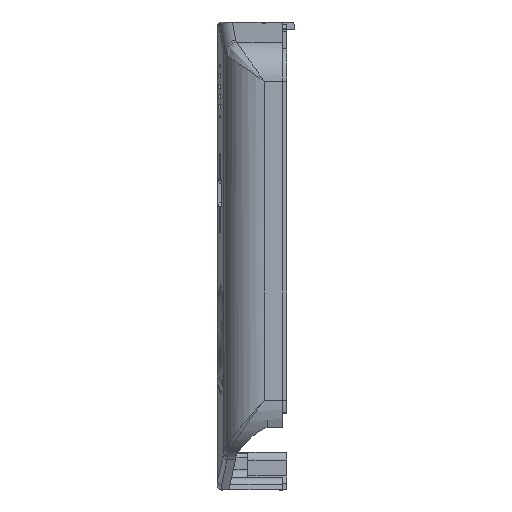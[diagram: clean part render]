
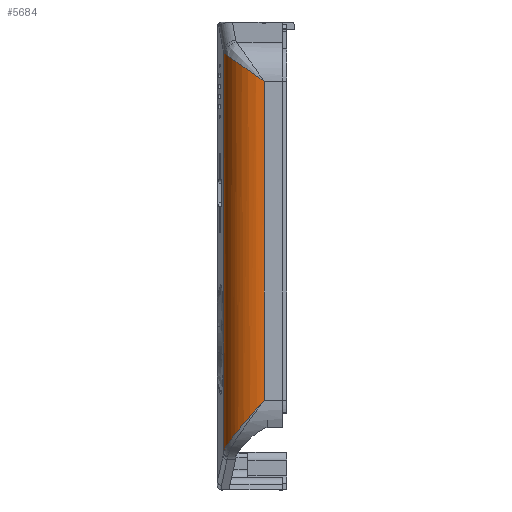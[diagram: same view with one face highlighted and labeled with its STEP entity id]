
A CAD part, left-side view. The second image highlights one B-rep face of the part: STEP entity #5684.
In plain terms, the highlighted cylindrical face has radius 10 mm (diameter 20 mm), a partial arc.
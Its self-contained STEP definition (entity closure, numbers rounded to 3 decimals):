
#579 = CARTESIAN_POINT ( 'NONE',  ( 9.501, 17.475, -115.001 ) ) ;
#739 = CARTESIAN_POINT ( 'NONE',  ( 9.216, 17.461, -80.757 ) ) ;
#816 = CARTESIAN_POINT ( 'NONE',  ( 9.501, 17.475, -73.887 ) ) ;
#863 =( BOUNDED_CURVE ( )  B_SPLINE_CURVE ( 3, ( #9696, #19144, #28584, #2768 ),
 .UNSPECIFIED., .F., .T. ) 
 B_SPLINE_CURVE_WITH_KNOTS ( ( 4, 4 ),
 ( 4.712, 6.01 ),
 .UNSPECIFIED. ) 
 CURVE ( )  GEOMETRIC_REPRESENTATION_ITEM ( )  RATIONAL_B_SPLINE_CURVE ( ( 1., 0.865, 0.865, 1. ) ) 
 REPRESENTATION_ITEM ( '' )  );
#1962 = CARTESIAN_POINT ( 'NONE',  ( 4.668, 15.975, -102.992 ) ) ;
#2091 = CARTESIAN_POINT ( 'NONE',  ( 8.021, 17.318, -7.703 ) ) ;
#2122 = CARTESIAN_POINT ( 'NONE',  ( 0.769, 11.344, -97.326 ) ) ;
#2268 = LINE ( 'NONE', #579, #17624 ) ;
#2577 = DIRECTION ( 'NONE',  ( 0., 0., 1. ) ) ;
#2768 = CARTESIAN_POINT ( 'NONE',  ( 7.304, 17.117, -7.844 ) ) ;
#2812 = DIRECTION ( 'NONE',  ( 1., 0., 0. ) ) ;
#3644 = CARTESIAN_POINT ( 'NONE',  ( 0., 7.488, -92.967 ) ) ;
#4135 = CARTESIAN_POINT ( 'NONE',  ( 2.484, 14.09, -100.564 ) ) ;
#4911 = CARTESIAN_POINT ( 'NONE',  ( 0., 7.626, -93.123 ) ) ;
#5038 = EDGE_LOOP ( 'NONE', ( #29549, #25296, #25793, #24986, #16832, #25874, #28706 ) ) ;
#5367 = CARTESIAN_POINT ( 'NONE',  ( 0.024, 8.188, -93.754 ) ) ;
#5684 = ADVANCED_FACE ( 'NONE', ( #12390 ), #21978, .T. ) ;
#6454 = CARTESIAN_POINT ( 'NONE',  ( 5.891, 16.611, -103.944 ) ) ;
#6875 = LINE ( 'NONE', #28209, #18116 ) ;
#7066 = CARTESIAN_POINT ( 'NONE',  ( 9.501, 17.475, -105.863 ) ) ;
#7145 = EDGE_CURVE ( 'NONE', #14316, #23367, #863, .T. ) ;
#7383 = CARTESIAN_POINT ( 'NONE',  ( 9.07, 17.444, -77.314 ) ) ;
#8163 = CARTESIAN_POINT ( 'NONE',  ( 9.501, 17.475, -7.413 ) ) ;
#9056 = CARTESIAN_POINT ( 'NONE',  ( 1.138, 12.13, -98.234 ) ) ;
#9174 = CARTESIAN_POINT ( 'NONE',  ( 8.757, 17.438, -7.559 ) ) ;
#9211 = B_SPLINE_CURVE_WITH_KNOTS ( 'NONE', 3,
 ( #28560, #17117, #17275, #19122, #7383, #29019, #739, #10139 ),
 .UNSPECIFIED., .F., .F.,
 ( 4, 2, 2, 4 ),
 ( 0., 0.002, 0.004, 0.008 ),
 .UNSPECIFIED. ) ;
#9696 = CARTESIAN_POINT ( 'NONE',  ( 0., 7.488, -14.585 ) ) ;
#10139 = CARTESIAN_POINT ( 'NONE',  ( 9.501, 17.475, -82.113 ) ) ;
#10386 = LINE ( 'NONE', #22007, #19766 ) ;
#10835 = DIRECTION ( 'NONE',  ( 0., 0., 1. ) ) ;
#10859 = EDGE_CURVE ( 'NONE', #14316, #23991, #6875, .T. ) ;
#11224 = CARTESIAN_POINT ( 'NONE',  ( 1.567, 12.894, -99.126 ) ) ;
#11235 = VERTEX_POINT ( 'NONE', #13213 ) ;
#11285 = EDGE_CURVE ( 'NONE', #23367, #16164, #18999, .T. ) ;
#11382 = CARTESIAN_POINT ( 'NONE',  ( 3.373, 14.983, -101.68 ) ) ;
#11545 = CARTESIAN_POINT ( 'NONE',  ( 0.661, 11.075, -97.019 ) ) ;
#12151 = CARTESIAN_POINT ( 'NONE',  ( 0.003, 7.768, -93.282 ) ) ;
#12390 = FACE_OUTER_BOUND ( 'NONE', #5038, .T. ) ;
#13213 = CARTESIAN_POINT ( 'NONE',  ( 9.501, 17.475, -82.113 ) ) ;
#14299 = EDGE_CURVE ( 'NONE', #26942, #16164, #2268, .T. ) ;
#14300 = VERTEX_POINT ( 'NONE', #21127 ) ;
#14316 = VERTEX_POINT ( 'NONE', #24072 ) ;
#14633 = CARTESIAN_POINT ( 'NONE',  ( 0.059, 8.608, -94.225 ) ) ;
#15537 = CARTESIAN_POINT ( 'NONE',  ( 7.304, 17.117, -7.844 ) ) ;
#15884 = CARTESIAN_POINT ( 'NONE',  ( 5.574, 16.461, -103.711 ) ) ;
#16164 = VERTEX_POINT ( 'NONE', #8163 ) ;
#16313 = DIRECTION ( 'NONE',  ( 0., 0., -1. ) ) ;
#16355 = CARTESIAN_POINT ( 'NONE',  ( 6.556, 16.883, -104.393 ) ) ;
#16832 = ORIENTED_EDGE ( 'NONE', *, *, #22271, .T. ) ;
#17117 = CARTESIAN_POINT ( 'NONE',  ( 9.358, 17.468, -74.565 ) ) ;
#17275 = CARTESIAN_POINT ( 'NONE',  ( 9.25, 17.46, -75.248 ) ) ;
#17624 = VECTOR ( 'NONE', #2577, 1000. ) ;
#18084 = EDGE_CURVE ( 'NONE', #14300, #11235, #10386, .T. ) ;
#18116 = VECTOR ( 'NONE', #16313, 1000. ) ;
#18999 =( BOUNDED_CURVE ( )  B_SPLINE_CURVE ( 3, ( #15537, #2091, #9174, #20793 ),
 .UNSPECIFIED., .F., .T. ) 
 B_SPLINE_CURVE_WITH_KNOTS ( ( 4, 4 ),
 ( 4.439, 4.662 ),
 .UNSPECIFIED. ) 
 CURVE ( )  GEOMETRIC_REPRESENTATION_ITEM ( )  RATIONAL_B_SPLINE_CURVE ( ( 1., 0.996, 0.996, 1. ) ) 
 REPRESENTATION_ITEM ( '' )  );
#19111 = CARTESIAN_POINT ( 'NONE',  ( 0.015, 8.048, -93.597 ) ) ;
#19122 = CARTESIAN_POINT ( 'NONE',  ( 9.106, 17.448, -76.621 ) ) ;
#19144 = CARTESIAN_POINT ( 'NONE',  ( 0., 12.148, -11.323 ) ) ;
#19766 = VECTOR ( 'NONE', #10835, 1000. ) ;
#20793 = CARTESIAN_POINT ( 'NONE',  ( 9.501, 17.475, -7.413 ) ) ;
#20976 = CARTESIAN_POINT ( 'NONE',  ( 0.376, 10.264, -96.094 ) ) ;
#21127 = CARTESIAN_POINT ( 'NONE',  ( 9.501, 17.475, -105.863 ) ) ;
#21438 = CARTESIAN_POINT ( 'NONE',  ( 0., 7.488, -92.967 ) ) ;
#21978 = CYLINDRICAL_SURFACE ( 'NONE', #30507, 10. ) ;
#22007 = CARTESIAN_POINT ( 'NONE',  ( 9.501, 17.475, -115.001 ) ) ;
#22271 = EDGE_CURVE ( 'NONE', #14300, #23991, #24529, .T. ) ;
#23151 = CARTESIAN_POINT ( 'NONE',  ( 3.135, 14.766, -101.403 ) ) ;
#23316 = CARTESIAN_POINT ( 'NONE',  ( 1.007, 11.871, -97.934 ) ) ;
#23367 = VERTEX_POINT ( 'NONE', #25867 ) ;
#23464 = CARTESIAN_POINT ( 'NONE',  ( 1.902, 13.386, -99.708 ) ) ;
#23991 = VERTEX_POINT ( 'NONE', #3644 ) ;
#24072 = CARTESIAN_POINT ( 'NONE',  ( 0., 7.488, -14.585 ) ) ;
#24529 = B_SPLINE_CURVE_WITH_KNOTS ( 'NONE', 3,
 ( #7066, #28248, #25466, #29938, #16355, #6454, #15884, #1962, #30253, #11382, #23151, #25321, #4135, #23464, #11224, #9056, #23316, #2122, #11545, #20976, #30408, #28092, #14633, #5367, #19111, #12151, #4911, #21438 ),
 .UNSPECIFIED., .F., .F.,
 ( 4, 2, 2, 2, 2, 2, 2, 2, 2, 2, 2, 2, 2, 4 ),
 ( 0., 0.003, 0.004, 0.005, 0.008, 0.009, 0.01, 0.013, 0.014, 0.015, 0.018, 0.019, 0.019, 0.02 ),
 .UNSPECIFIED. ) ;
#24986 = ORIENTED_EDGE ( 'NONE', *, *, #18084, .F. ) ;
#25296 = ORIENTED_EDGE ( 'NONE', *, *, #14299, .F. ) ;
#25321 = CARTESIAN_POINT ( 'NONE',  ( 2.691, 14.32, -100.846 ) ) ;
#25423 = EDGE_CURVE ( 'NONE', #26942, #11235, #9211, .T. ) ;
#25466 = CARTESIAN_POINT ( 'NONE',  ( 7.96, 17.305, -105.208 ) ) ;
#25793 = ORIENTED_EDGE ( 'NONE', *, *, #25423, .T. ) ;
#25867 = CARTESIAN_POINT ( 'NONE',  ( 7.304, 17.117, -7.844 ) ) ;
#25874 = ORIENTED_EDGE ( 'NONE', *, *, #10859, .F. ) ;
#26317 = DIRECTION ( 'NONE',  ( 0., 0., 1. ) ) ;
#26942 = VERTEX_POINT ( 'NONE', #816 ) ;
#28092 = CARTESIAN_POINT ( 'NONE',  ( 0.094, 8.886, -94.538 ) ) ;
#28209 = CARTESIAN_POINT ( 'NONE',  ( 0., 7.488, 0. ) ) ;
#28248 = CARTESIAN_POINT ( 'NONE',  ( 8.707, 17.435, -105.561 ) ) ;
#28560 = CARTESIAN_POINT ( 'NONE',  ( 9.501, 17.475, -73.887 ) ) ;
#28584 = CARTESIAN_POINT ( 'NONE',  ( 2.816, 15.861, -8.723 ) ) ;
#28706 = ORIENTED_EDGE ( 'NONE', *, *, #7145, .T. ) ;
#28937 = CARTESIAN_POINT ( 'NONE',  ( 10., 7.488, -115.001 ) ) ;
#29019 = CARTESIAN_POINT ( 'NONE',  ( 9.07, 17.444, -79.388 ) ) ;
#29549 = ORIENTED_EDGE ( 'NONE', *, *, #11285, .T. ) ;
#29938 = CARTESIAN_POINT ( 'NONE',  ( 6.9, 17.002, -104.606 ) ) ;
#30253 = CARTESIAN_POINT ( 'NONE',  ( 4.12, 15.602, -102.484 ) ) ;
#30408 = CARTESIAN_POINT ( 'NONE',  ( 0.235, 9.717, -95.474 ) ) ;
#30507 = AXIS2_PLACEMENT_3D ( 'NONE', #28937, #26317, #2812 ) ;
